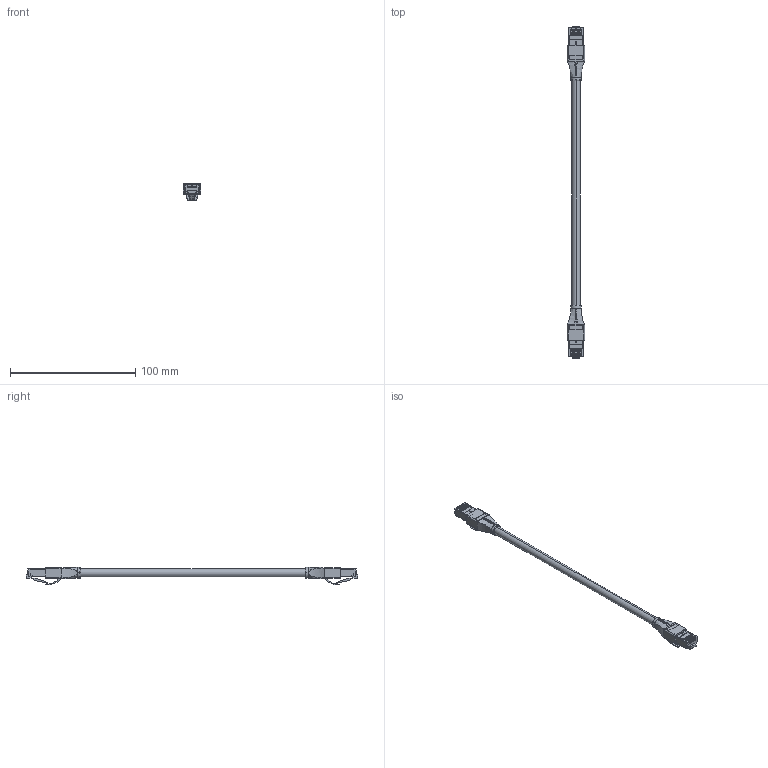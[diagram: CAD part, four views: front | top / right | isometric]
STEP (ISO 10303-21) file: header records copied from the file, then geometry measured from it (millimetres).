
FILE_DESCRIPTION (( 'STEP AP214' ), '1' );
FILE_NAME ('TRD855SIG.STEP', '2018-05-10T16:04:54', ( '' ), ( '' ), 'SwSTEP 2.0', 'SolidWorks 2017', '' );
FILE_SCHEMA (( 'AUTOMOTIVE_DESIGN' ));
Length unit declared in the file: inch
Products named in the file (9): 1AD03-013_crimped; TDS8PC5-MA3; 1AD03-013-MA4_crimped strain relief; 1AD03-013-MA1; 1AD03-013-MA3; 1AL03-015_9''''long; TRD855SIG; 1AD03-013-MA2; 1AY01-034_NEW LOGO, entry size not shown
Assembly tree (17 placements, depth 3):
  TRD855SIG
    1AL03-015_9''''long
    1AD03-013_crimped  x2
      1AD03-013-MA3
      1AD03-013-MA2
      1AD03-013-MA1
      1AD03-013-MA4_crimped strain relief
      TDS8PC5-MA3
    1AY01-034_NEW LOGO, entry size not shown  x2
Bounding box: 13.67 x 264.81 x 14.16 mm (x, y, z)
Volume: 11920.8 mm3; surface area: 15081.3 mm2
Topology: 27 solids, 27 shells, 1596 faces, 4478 edges, 2878 vertices
Faces by surface type: plane 1102, cylinder 316, bspline 134, sphere 36, torus 8
Entity records: 23334 total; most frequent: CARTESIAN_POINT 7045, ORIENTED_EDGE 3608, DIRECTION 2882, EDGE_CURVE 1804, LINE 1204, VECTOR 1204, VERTEX_POINT 1158, AXIS2_PLACEMENT_3D 839
